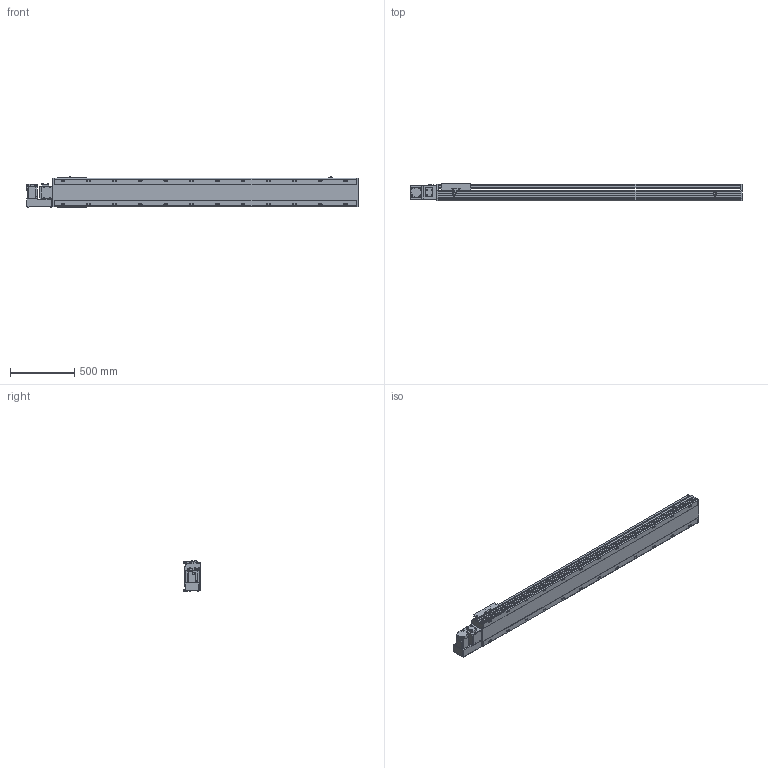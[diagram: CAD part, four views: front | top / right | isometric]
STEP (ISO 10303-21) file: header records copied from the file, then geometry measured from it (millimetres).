
FILE_DESCRIPTION (( 'STEP AP214' ), '1' );
FILE_NAME ('WEX220BL-040LC-2000XXXX.STEP', '2025-02-28T17:10:26', ( '' ), ( '' ), 'SwSTEP 2.0', 'SolidWorks 2022', '' );
FILE_SCHEMA (( 'AUTOMOTIVE_DESIGN' ));
Length unit declared in the file: millimetre
Products named in the file (9): WEX220BL-040LC-2000XXXX; WEX220-2000B-1; WEX220-2000BCARRIAGE; WEX220-2000BMOTOR; WEX220-2000B-5; WEX220-2000B-2; WEX220-2000BSENSOR; FANG STICKER; WEX220-2000B-3
Assembly tree (7 placements, depth 2):
  WEX220BL-040LC-2000XXXX
    WEX220-2000B-2
    WEX220-2000BCARRIAGE
    WEX220-2000B-3
    WEX220-2000BSENSOR  x2
    WEX220-2000BMOTOR
    FANG STICKER
  WEX220-2000B-1
  WEX220-2000B-5
Bounding box: 2582.8 x 134 x 239.56 mm (x, y, z)
Volume: 34700186.3 mm3; surface area: 3246388.2 mm2
Topology: 7 solids, 10 shells, 1661 faces, 4078 edges, 2656 vertices
Faces by surface type: plane 1103, cylinder 426, cone 112, torus 20
Entity records: 46374 total; most frequent: CARTESIAN_POINT 8423, DIRECTION 7744, ORIENTED_EDGE 7524, EDGE_CURVE 3762, VECTOR 2770, LINE 2770, AXIS2_PLACEMENT_3D 2487, VERTEX_POINT 2454
